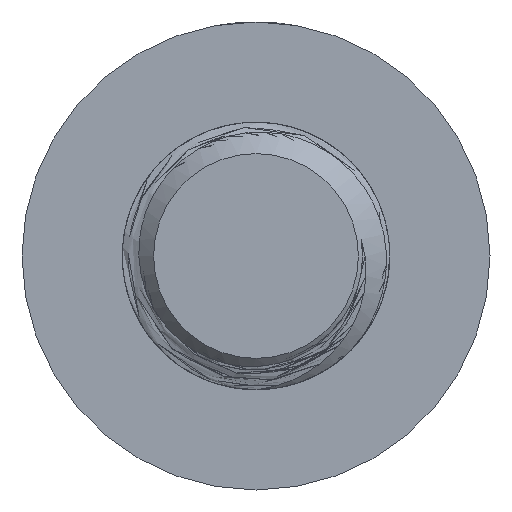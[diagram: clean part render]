
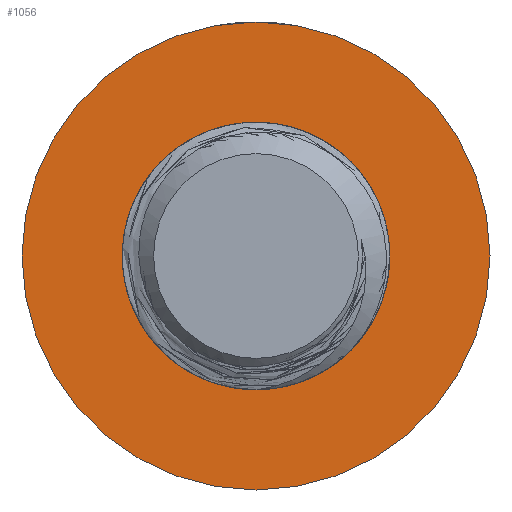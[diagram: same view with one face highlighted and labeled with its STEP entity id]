
A CAD part, left-side view. The second image highlights one B-rep face of the part: STEP entity #1056.
In plain terms, the highlighted face is planar.
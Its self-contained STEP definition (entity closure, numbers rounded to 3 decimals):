
#23=PLANE('',#1146);
#33=FACE_BOUND('',#201,.T.);
#85=B_SPLINE_CURVE_WITH_KNOTS('',3,(#4370,#4371,#4372,#4373,#4374,#4375,
#4376,#4377,#4378,#4379,#4380,#4381,#4382,#4383,#4384,#4385,#4386,#4387),
 .UNSPECIFIED.,.F.,.F.,(4,2,2,2,2,2,2,2,4),(-0.406,-0.344,
-0.285,-0.255,-0.226,-0.168,
-0.135,-0.075,0.),.UNSPECIFIED.);
#86=B_SPLINE_CURVE_WITH_KNOTS('',3,(#5063,#5064,#5065,#5066,#5067,#5068,
#5069,#5070,#5071,#5072,#5073,#5074,#5075,#5076,#5077,#5078,#5079,#5080,
#5081,#5082),.UNSPECIFIED.,.F.,.F.,(4,2,2,2,2,2,2,2,2,4),(-0.451,
-0.384,-0.317,-0.28,-0.214,
-0.181,-0.147,-0.081,-0.047,
0.),.UNSPECIFIED.);
#136=FACE_OUTER_BOUND('',#200,.T.);
#200=EDGE_LOOP('',(#920));
#201=EDGE_LOOP('',(#921,#922,#923,#924));
#214=CIRCLE('',#1085,3.188);
#216=CIRCLE('',#1107,4.);
#219=CIRCLE('',#1130,7.);
#384=VERTEX_POINT('',#1375);
#385=VERTEX_POINT('',#1393);
#427=VERTEX_POINT('',#2138);
#428=VERTEX_POINT('',#2159);
#468=VERTEX_POINT('',#3561);
#487=EDGE_CURVE('',#385,#384,#214,.T.);
#549=EDGE_CURVE('',#427,#428,#216,.T.);
#609=EDGE_CURVE('',#468,#468,#219,.T.);
#621=EDGE_CURVE('',#427,#385,#85,.T.);
#622=EDGE_CURVE('',#384,#428,#86,.T.);
#920=ORIENTED_EDGE('',*,*,#609,.F.);
#921=ORIENTED_EDGE('',*,*,#549,.F.);
#922=ORIENTED_EDGE('',*,*,#621,.T.);
#923=ORIENTED_EDGE('',*,*,#487,.T.);
#924=ORIENTED_EDGE('',*,*,#622,.T.);
#1056=ADVANCED_FACE('',(#136,#33),#23,.F.);
#1085=AXIS2_PLACEMENT_3D('',#1394,#1167,#1168);
#1107=AXIS2_PLACEMENT_3D('',#2160,#1231,#1232);
#1130=AXIS2_PLACEMENT_3D('',#3563,#1296,#1297);
#1146=AXIS2_PLACEMENT_3D('',#5093,#1329,#1330);
#1167=DIRECTION('center_axis',(0.,0.,
1.));
#1168=DIRECTION('ref_axis',(0.,-1.,0.));
#1231=DIRECTION('center_axis',(0.,0.,-1.));
#1232=DIRECTION('ref_axis',(0.,1.,0.));
#1296=DIRECTION('center_axis',(0.,0.,1.));
#1297=DIRECTION('ref_axis',(1.,0.,0.));
#1329=DIRECTION('center_axis',(0.,0.,1.));
#1330=DIRECTION('ref_axis',(1.,0.,0.));
#1375=CARTESIAN_POINT('',(0.,-3.188,-4.4));
#1393=CARTESIAN_POINT('',(-2.254,-2.254,-4.4));
#1394=CARTESIAN_POINT('Origin',(0.,0.,
-4.4));
#2138=CARTESIAN_POINT('',(0.,4.,-4.4));
#2159=CARTESIAN_POINT('',(2.828,2.828,-4.4));
#2160=CARTESIAN_POINT('Origin',(0.,0.,-4.4));
#3561=CARTESIAN_POINT('',(-7.,0.,-4.4));
#3563=CARTESIAN_POINT('Origin',(0.,0.,-4.4));
#4370=CARTESIAN_POINT('Ctrl Pts',(0.,4.,
-4.4));
#4371=CARTESIAN_POINT('Ctrl Pts',(-0.482,3.961,-4.4));
#4372=CARTESIAN_POINT('Ctrl Pts',(-0.953,3.831,-4.4));
#4373=CARTESIAN_POINT('Ctrl Pts',(-1.803,3.413,-4.4));
#4374=CARTESIAN_POINT('Ctrl Pts',(-2.178,3.135,-4.4));
#4375=CARTESIAN_POINT('Ctrl Pts',(-2.659,2.622,-4.4));
#4376=CARTESIAN_POINT('Ctrl Pts',(-2.807,2.432,-4.4));
#4377=CARTESIAN_POINT('Ctrl Pts',(-3.057,2.029,-4.4));
#4378=CARTESIAN_POINT('Ctrl Pts',(-3.161,1.821,-4.4));
#4379=CARTESIAN_POINT('Ctrl Pts',(-3.407,1.171,-4.4));
#4380=CARTESIAN_POINT('Ctrl Pts',(-3.485,0.71,-4.4));
#4381=CARTESIAN_POINT('Ctrl Pts',(-3.467,-0.011,
-4.4));
#4382=CARTESIAN_POINT('Ctrl Pts',(-3.434,-0.237,
-4.4));
#4383=CARTESIAN_POINT('Ctrl Pts',(-3.306,-0.79,
-4.4));
#4384=CARTESIAN_POINT('Ctrl Pts',(-3.165,-1.132,-4.4));
#4385=CARTESIAN_POINT('Ctrl Pts',(-2.724,-1.837,-4.4));
#4386=CARTESIAN_POINT('Ctrl Pts',(-2.449,-2.096,-4.4));
#4387=CARTESIAN_POINT('Ctrl Pts',(-2.254,-2.254,-4.4));
#5063=CARTESIAN_POINT('Ctrl Pts',(0.,-3.188,
-4.4));
#5064=CARTESIAN_POINT('Ctrl Pts',(0.36,-3.225,-4.4));
#5065=CARTESIAN_POINT('Ctrl Pts',(0.724,-3.203,-4.4));
#5066=CARTESIAN_POINT('Ctrl Pts',(1.436,-3.039,-4.4));
#5067=CARTESIAN_POINT('Ctrl Pts',(1.778,-2.898,-4.4));
#5068=CARTESIAN_POINT('Ctrl Pts',(2.258,-2.597,-4.4));
#5069=CARTESIAN_POINT('Ctrl Pts',(2.442,-2.461,-4.4));
#5070=CARTESIAN_POINT('Ctrl Pts',(2.965,-1.964,-4.4));
#5071=CARTESIAN_POINT('Ctrl Pts',(3.235,-1.583,-4.4));
#5072=CARTESIAN_POINT('Ctrl Pts',(3.521,-0.95,-4.4));
#5073=CARTESIAN_POINT('Ctrl Pts',(3.596,-0.729,-4.4));
#5074=CARTESIAN_POINT('Ctrl Pts',(3.704,-0.267,-4.4));
#5075=CARTESIAN_POINT('Ctrl Pts',(3.734,-0.029,
-4.4));
#5076=CARTESIAN_POINT('Ctrl Pts',(3.757,0.675,-4.4));
#5077=CARTESIAN_POINT('Ctrl Pts',(3.688,1.137,-4.4));
#5078=CARTESIAN_POINT('Ctrl Pts',(3.463,1.799,-4.4));
#5079=CARTESIAN_POINT('Ctrl Pts',(3.367,2.014,-4.4));
#5080=CARTESIAN_POINT('Ctrl Pts',(3.093,2.504,-4.4));
#5081=CARTESIAN_POINT('Ctrl Pts',(2.93,2.709,-4.4));
#5082=CARTESIAN_POINT('Ctrl Pts',(2.828,2.828,-4.4));
#5093=CARTESIAN_POINT('Origin',(0.,-7.,-4.4));
